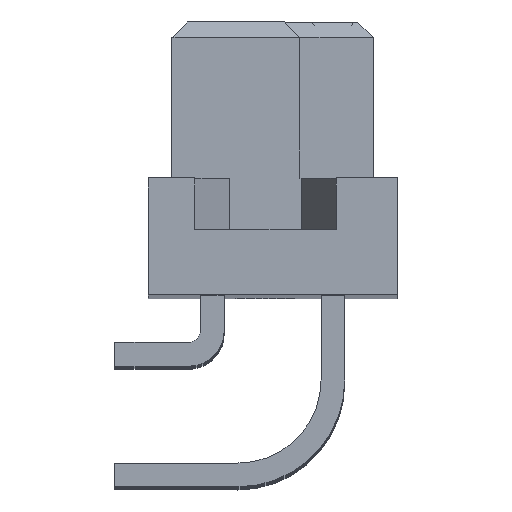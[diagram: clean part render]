
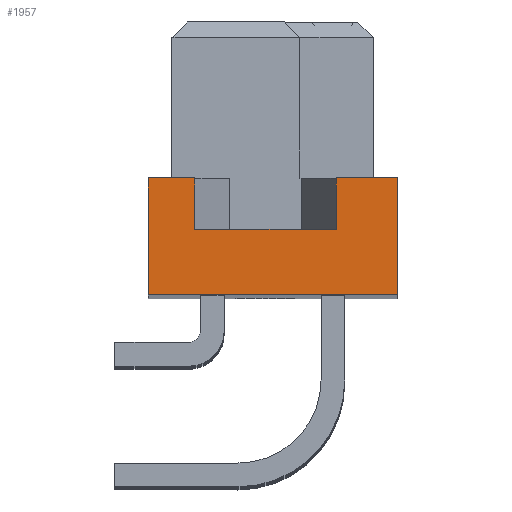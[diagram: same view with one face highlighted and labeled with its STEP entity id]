
A CAD part, top view. The second image highlights one B-rep face of the part: STEP entity #1957.
In plain terms, the highlighted planar face has unit normal (0, 0, 1).
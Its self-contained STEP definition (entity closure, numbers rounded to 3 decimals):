
#1957=ADVANCED_FACE('',(#2855),#2377,.T.);
#2377=PLANE('',#11012);
#2855=FACE_OUTER_BOUND('',#3372,.T.);
#3372=EDGE_LOOP('',(#5676,#5677,#5678,#5679,#5680,#5681,#5682,#5683));
#5676=ORIENTED_EDGE('',*,*,#7939,.T.);
#5677=ORIENTED_EDGE('',*,*,#7891,.T.);
#5678=ORIENTED_EDGE('',*,*,#7940,.F.);
#5679=ORIENTED_EDGE('',*,*,#7941,.F.);
#5680=ORIENTED_EDGE('',*,*,#7942,.F.);
#5681=ORIENTED_EDGE('',*,*,#7829,.F.);
#5682=ORIENTED_EDGE('',*,*,#7932,.F.);
#5683=ORIENTED_EDGE('',*,*,#7935,.T.);
#6641=VERTEX_POINT('',#15616);
#6642=VERTEX_POINT('',#15618);
#6685=VERTEX_POINT('',#15752);
#6686=VERTEX_POINT('',#15754);
#6710=VERTEX_POINT('',#15833);
#6712=VERTEX_POINT('',#15840);
#6714=VERTEX_POINT('',#15850);
#6715=VERTEX_POINT('',#15852);
#7829=EDGE_CURVE('',#6641,#6642,#8945,.T.);
#7891=EDGE_CURVE('',#6686,#6685,#9005,.T.);
#7932=EDGE_CURVE('',#6710,#6641,#9046,.T.);
#7935=EDGE_CURVE('',#6710,#6712,#9049,.T.);
#7939=EDGE_CURVE('',#6712,#6686,#9053,.T.);
#7940=EDGE_CURVE('',#6714,#6685,#9054,.T.);
#7941=EDGE_CURVE('',#6715,#6714,#9055,.T.);
#7942=EDGE_CURVE('',#6642,#6715,#9056,.T.);
#8945=LINE('',#15617,#10055);
#9005=LINE('',#15753,#10115);
#9046=LINE('',#15834,#10156);
#9049=LINE('',#15839,#10159);
#9053=LINE('',#15847,#10163);
#9054=LINE('',#15849,#10164);
#9055=LINE('',#15851,#10165);
#9056=LINE('',#15853,#10166);
#10055=VECTOR('',#13094,1.);
#10115=VECTOR('',#13202,1.);
#10156=VECTOR('',#13273,1.);
#10159=VECTOR('',#13278,1.);
#10163=VECTOR('',#13286,1.);
#10164=VECTOR('',#13289,1.);
#10165=VECTOR('',#13290,1.);
#10166=VECTOR('',#13291,1.);
#11012=AXIS2_PLACEMENT_3D('',#15854,#13292,#13293);
#13094=DIRECTION('',(0.,-1.,0.));
#13202=DIRECTION('',(0.,1.,0.));
#13273=DIRECTION('',(1.,0.,0.));
#13278=DIRECTION('',(0.,-1.,0.));
#13286=DIRECTION('',(-1.,0.,0.));
#13289=DIRECTION('',(1.,0.,0.));
#13290=DIRECTION('',(0.,1.,0.));
#13291=DIRECTION('',(-1.,0.,0.));
#13292=DIRECTION('',(0.,0.,1.));
#13293=DIRECTION('',(1.,0.,0.));
#15616=CARTESIAN_POINT('',(10.5,4.92,94.9));
#15617=CARTESIAN_POINT('',(10.5,4.92,94.9));
#15618=CARTESIAN_POINT('',(10.5,0.,94.9));
#15752=CARTESIAN_POINT('',(1.975,4.92,94.9));
#15753=CARTESIAN_POINT('',(1.975,2.75,94.9));
#15754=CARTESIAN_POINT('',(1.975,2.75,94.9));
#15833=CARTESIAN_POINT('',(7.925,4.92,94.9));
#15834=CARTESIAN_POINT('',(7.925,4.92,94.9));
#15839=CARTESIAN_POINT('',(7.925,4.92,94.9));
#15840=CARTESIAN_POINT('',(7.925,2.75,94.9));
#15847=CARTESIAN_POINT('',(7.925,2.75,94.9));
#15849=CARTESIAN_POINT('',(0.,4.92,94.9));
#15850=CARTESIAN_POINT('',(0.,4.92,94.9));
#15851=CARTESIAN_POINT('',(0.,0.,94.9));
#15852=CARTESIAN_POINT('',(0.,0.,94.9));
#15853=CARTESIAN_POINT('',(10.5,0.,94.9));
#15854=CARTESIAN_POINT('',(-0.525,-0.575,94.9));
